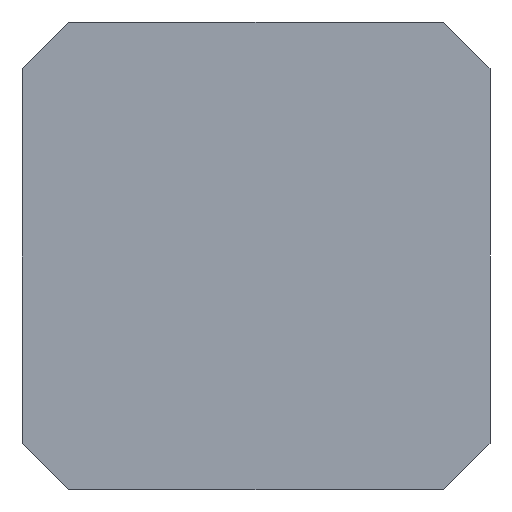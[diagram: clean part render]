
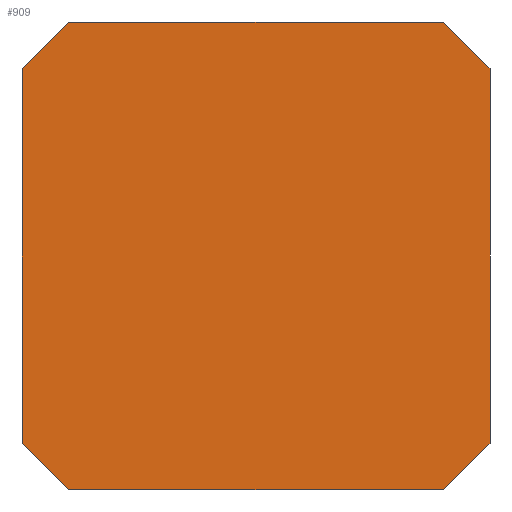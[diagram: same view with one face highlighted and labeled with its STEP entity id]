
A CAD part, front view. The second image highlights one B-rep face of the part: STEP entity #909.
In plain terms, the highlighted planar face has unit normal (0, -1, 0).
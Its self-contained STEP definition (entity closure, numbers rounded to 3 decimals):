
#8 = CARTESIAN_POINT ( 'NONE',  ( 4.2, -50., 0. ) ) ;
#11 = VERTEX_POINT ( 'NONE', #1068 ) ;
#12 = EDGE_CURVE ( 'NONE', #449, #1286, #83, .T. ) ;
#22 = CARTESIAN_POINT ( 'NONE',  ( 4.2, -50., -42. ) ) ;
#27 = LINE ( 'NONE', #442, #362 ) ;
#32 = CARTESIAN_POINT ( 'NONE',  ( 37.8, -50., -42. ) ) ;
#64 = LINE ( 'NONE', #1209, #1194 ) ;
#66 = VECTOR ( 'NONE', #234, 1000. ) ;
#83 = LINE ( 'NONE', #829, #1213 ) ;
#130 = AXIS2_PLACEMENT_3D ( 'NONE', #451, #1191, #445 ) ;
#190 = DIRECTION ( 'NONE',  ( 0.707, 0., 0.707 ) ) ;
#208 = VECTOR ( 'NONE', #1126, 1000. ) ;
#234 = DIRECTION ( 'NONE',  ( 0.707, 0., -0.707 ) ) ;
#245 = EDGE_CURVE ( 'NONE', #254, #449, #64, .T. ) ;
#250 = EDGE_CURVE ( 'NONE', #1286, #11, #27, .T. ) ;
#254 = VERTEX_POINT ( 'NONE', #1190 ) ;
#293 = CARTESIAN_POINT ( 'NONE',  ( 4.2, -50., 0. ) ) ;
#343 = ORIENTED_EDGE ( 'NONE', *, *, #12, .T. ) ;
#362 = VECTOR ( 'NONE', #1303, 1000. ) ;
#365 = LINE ( 'NONE', #22, #66 ) ;
#404 = VERTEX_POINT ( 'NONE', #8 ) ;
#413 = ORIENTED_EDGE ( 'NONE', *, *, #754, .T. ) ;
#442 = CARTESIAN_POINT ( 'NONE',  ( 42., -50., -4.2 ) ) ;
#445 = DIRECTION ( 'NONE',  ( 0., 0., 1. ) ) ;
#449 = VERTEX_POINT ( 'NONE', #32 ) ;
#451 = CARTESIAN_POINT ( 'NONE',  ( 0., -50., 0. ) ) ;
#508 = CARTESIAN_POINT ( 'NONE',  ( 0., -50., -4.2 ) ) ;
#555 = LINE ( 'NONE', #293, #1099 ) ;
#567 = CARTESIAN_POINT ( 'NONE',  ( 0., -50., -37.8 ) ) ;
#638 = CARTESIAN_POINT ( 'NONE',  ( 0., -50., -37.8 ) ) ;
#681 = DIRECTION ( 'NONE',  ( 0., 0., -1. ) ) ;
#685 = EDGE_LOOP ( 'NONE', ( #413, #1171, #1199, #343, #837, #764, #852, #1318 ) ) ;
#714 = CARTESIAN_POINT ( 'NONE',  ( 42., -50., -37.8 ) ) ;
#733 = EDGE_CURVE ( 'NONE', #994, #254, #365, .T. ) ;
#754 = EDGE_CURVE ( 'NONE', #1201, #994, #902, .T. ) ;
#764 = ORIENTED_EDGE ( 'NONE', *, *, #1330, .T. ) ;
#784 = FACE_OUTER_BOUND ( 'NONE', #685, .T. ) ;
#829 = CARTESIAN_POINT ( 'NONE',  ( 42., -50., -37.8 ) ) ;
#837 = ORIENTED_EDGE ( 'NONE', *, *, #250, .T. ) ;
#851 = LINE ( 'NONE', #1041, #887 ) ;
#852 = ORIENTED_EDGE ( 'NONE', *, *, #1089, .T. ) ;
#866 = VECTOR ( 'NONE', #681, 1000. ) ;
#887 = VECTOR ( 'NONE', #1249, 1000. ) ;
#902 = LINE ( 'NONE', #567, #866 ) ;
#909 = ADVANCED_FACE ( 'NONE', ( #784 ), #1092, .F. ) ;
#958 = DIRECTION ( 'NONE',  ( -1., 0., 0. ) ) ;
#994 = VERTEX_POINT ( 'NONE', #638 ) ;
#1009 = DIRECTION ( 'NONE',  ( 1., 0., 0. ) ) ;
#1041 = CARTESIAN_POINT ( 'NONE',  ( 0., -50., -4.2 ) ) ;
#1050 = CARTESIAN_POINT ( 'NONE',  ( 37.8, -50., 0. ) ) ;
#1068 = CARTESIAN_POINT ( 'NONE',  ( 42., -50., -4.2 ) ) ;
#1089 = EDGE_CURVE ( 'NONE', #1241, #404, #555, .T. ) ;
#1092 = PLANE ( 'NONE',  #130 ) ;
#1099 = VECTOR ( 'NONE', #958, 1000. ) ;
#1126 = DIRECTION ( 'NONE',  ( -0.707, 0., 0.707 ) ) ;
#1171 = ORIENTED_EDGE ( 'NONE', *, *, #733, .T. ) ;
#1190 = CARTESIAN_POINT ( 'NONE',  ( 4.2, -50., -42. ) ) ;
#1191 = DIRECTION ( 'NONE',  ( 0., 1., 0. ) ) ;
#1194 = VECTOR ( 'NONE', #1009, 1000. ) ;
#1199 = ORIENTED_EDGE ( 'NONE', *, *, #245, .T. ) ;
#1201 = VERTEX_POINT ( 'NONE', #508 ) ;
#1209 = CARTESIAN_POINT ( 'NONE',  ( 37.8, -50., -42. ) ) ;
#1213 = VECTOR ( 'NONE', #190, 1000. ) ;
#1241 = VERTEX_POINT ( 'NONE', #1050 ) ;
#1244 = CARTESIAN_POINT ( 'NONE',  ( 37.8, -50., 0. ) ) ;
#1249 = DIRECTION ( 'NONE',  ( -0.707, 0., -0.707 ) ) ;
#1286 = VERTEX_POINT ( 'NONE', #714 ) ;
#1303 = DIRECTION ( 'NONE',  ( 0., 0., 1. ) ) ;
#1304 = EDGE_CURVE ( 'NONE', #404, #1201, #851, .T. ) ;
#1318 = ORIENTED_EDGE ( 'NONE', *, *, #1304, .T. ) ;
#1330 = EDGE_CURVE ( 'NONE', #11, #1241, #1363, .T. ) ;
#1363 = LINE ( 'NONE', #1244, #208 ) ;
